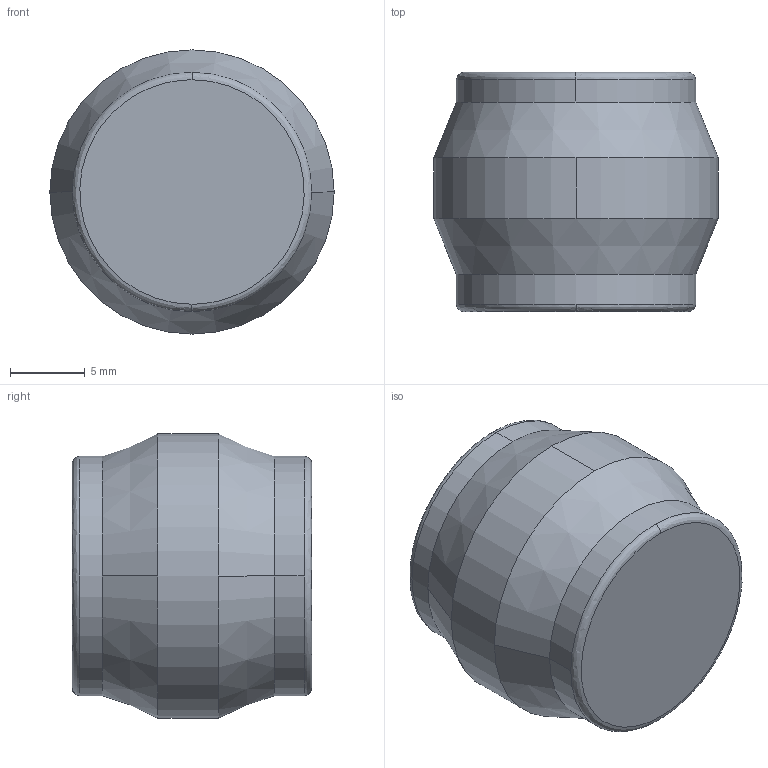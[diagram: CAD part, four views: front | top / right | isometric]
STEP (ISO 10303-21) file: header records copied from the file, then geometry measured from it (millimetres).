
FILE_DESCRIPTION (( 'STEP AP214' ), '1' );
FILE_NAME ('137800001Y500A.STEP', '2012-10-16T13:56:32', ( '' ), ( '' ), 'SwSTEP 2.0', 'SolidWorks 2012', '' );
FILE_SCHEMA (( 'AUTOMOTIVE_DESIGN' ));
Length unit declared in the file: millimetre
Products named in the file (1): 137800001Y500A
Bounding box: 19 x 16 x 19 mm (x, y, z)
Volume: 3845.3 mm3; surface area: 1290.1 mm2
Topology: 1 solids, 1 shells, 16 faces, 38 edges, 24 vertices
Faces by surface type: cylinder 6, cone 4, bspline 4, plane 2
Entity records: 662 total; most frequent: CARTESIAN_POINT 276, DIRECTION 76, ORIENTED_EDGE 76, EDGE_CURVE 38, AXIS2_PLACEMENT_3D 33, VERTEX_POINT 24, CIRCLE 20, ADVANCED_FACE 16
